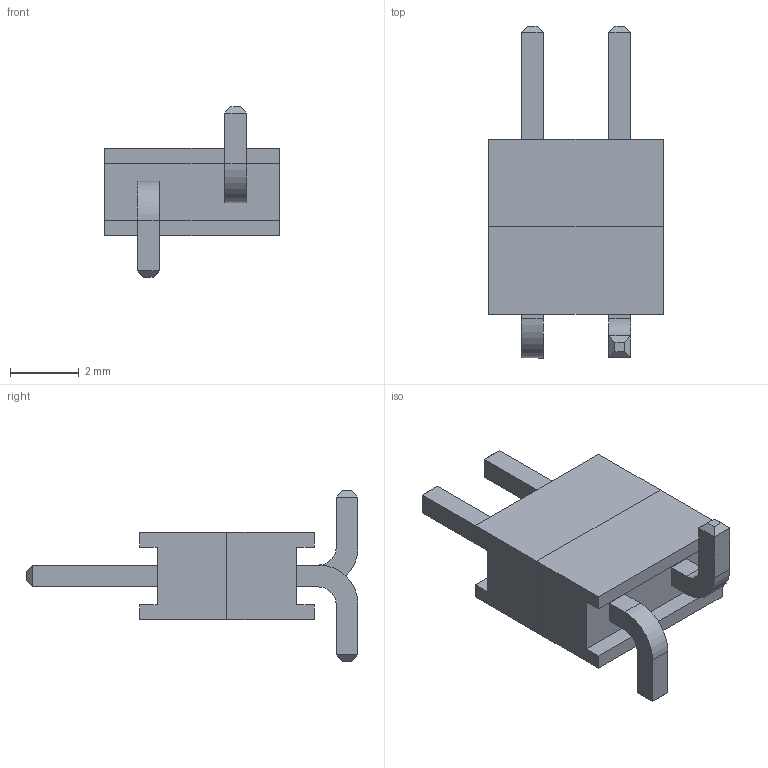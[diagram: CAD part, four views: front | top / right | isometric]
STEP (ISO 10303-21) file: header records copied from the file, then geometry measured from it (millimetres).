
FILE_DESCRIPTION( ( 'STEP AP214' ), '1' );
FILE_NAME( 'HW-02-16-T-S-250-SM.stp', '2021-01-24T10:06:05', ( 'License CC BY-ND 4.0' ), ( 'CADENAS' ), ' ', 'PARTsolutions', ' ' );
FILE_SCHEMA( ( 'AUTOMOTIVE_DESIGN { 1 0 10303 214 1 1 1 1 }' ) );
Length unit declared in the file: inch
Products named in the file (4): HW-02-16-T-S-250-SM; __PHW-02-16-T-S-250-SM; __BBHW-02-16-T-S-250-SM; __TBHW-02-16-T-S-250-SM
Assembly tree (3 placements, depth 2):
  HW-02-16-T-S-250-SM
    __PHW-02-16-T-S-250-SM
    __BBHW-02-16-T-S-250-SM
    __TBHW-02-16-T-S-250-SM
Bounding box: 5.08 x 9.65 x 4.95 mm (x, y, z)
Volume: 63.3 mm3; surface area: 217.1 mm2
Topology: 3 solids, 3 shells, 78 faces, 200 edges, 128 vertices
Faces by surface type: plane 74, cylinder 4
Entity records: 3014 total; most frequent: CARTESIAN_POINT 410, ORIENTED_EDGE 400, DIRECTION 372, EDGE_CURVE 200, LINE 192, VECTOR 192, VERTEX_POINT 128, AXIS2_PLACEMENT_3D 90
